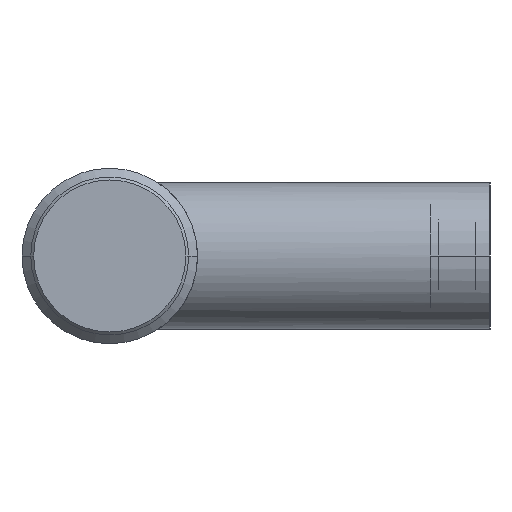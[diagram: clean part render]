
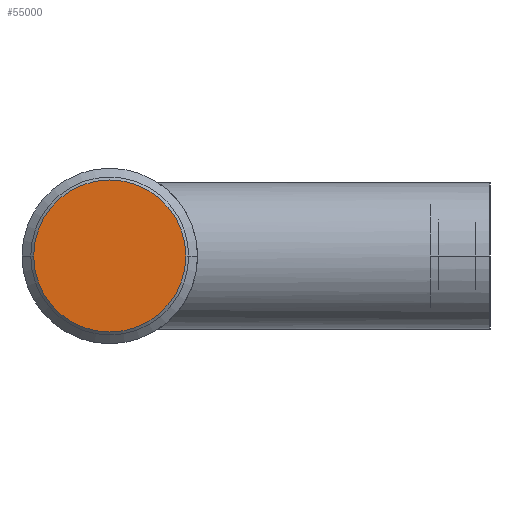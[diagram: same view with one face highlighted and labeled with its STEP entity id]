
A CAD part, left-side view. The second image highlights one B-rep face of the part: STEP entity #55000.
In plain terms, the highlighted face is planar.
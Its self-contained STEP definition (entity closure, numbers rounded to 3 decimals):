
#54800=CARTESIAN_POINT('',(64.,-28.,0.));
#54810=DIRECTION('',(-1.,0.,0.));
#54820=DIRECTION('',(0.,-1.,0.));
#54830=AXIS2_PLACEMENT_3D('',#54800,#54810,#54820);
#54840=PLANE('',#54830);
#54850=CARTESIAN_POINT('',(64.,-25.5,0.));
#54860=DIRECTION('',(1.,0.,0.));
#54870=DIRECTION('',(0.,-1.,0.));
#54880=AXIS2_PLACEMENT_3D('',#54850,#54860,#54870);
#54890=CIRCLE('',#54880,5.2);
#54900=CARTESIAN_POINT('',(64.,-30.7,0.));
#54910=VERTEX_POINT('',#54900);
#54920=CARTESIAN_POINT('',(64.,-20.3,0.));
#54930=VERTEX_POINT('',#54920);
#54940=EDGE_CURVE('',#54910,#54930,#54890,.T.);
#54950=ORIENTED_EDGE('',*,*,#54940,.T.);
#54960=EDGE_CURVE('',#54930,#54910,#54890,.T.);
#54970=ORIENTED_EDGE('',*,*,#54960,.T.);
#54980=EDGE_LOOP('',(#54970,#54950));
#54990=FACE_OUTER_BOUND('',#54980,.T.);
#55000=ADVANCED_FACE('',(#54990),#54840,.F.);
